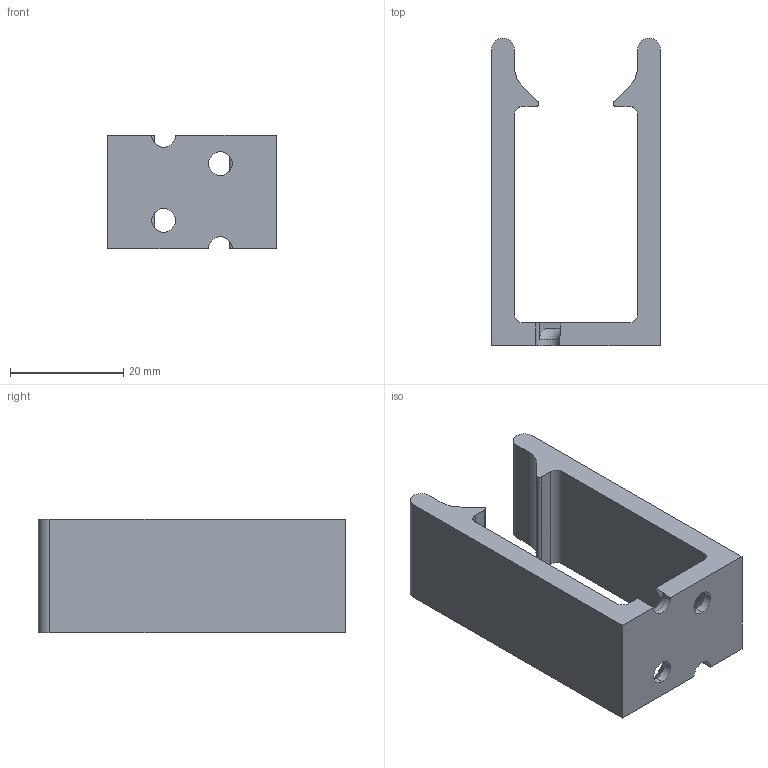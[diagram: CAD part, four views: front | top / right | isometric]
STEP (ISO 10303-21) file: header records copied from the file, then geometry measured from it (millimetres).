
FILE_DESCRIPTION (( 'STEP AP203' ), '1' );
FILE_NAME ('transponder mount.STEP', '2019-05-05T11:39:40', ( '' ), ( '' ), 'SwSTEP 2.0', 'SolidWorks 2015', '' );
FILE_SCHEMA (( 'CONFIG_CONTROL_DESIGN' ));
Length unit declared in the file: millimetre
Products named in the file (1): transponder mount
Bounding box: 29.8 x 54.2 x 20 mm (x, y, z)
Volume: 10530.4 mm3; surface area: 6608.7 mm2
Topology: 1 solids, 1 shells, 49 faces, 138 edges, 89 vertices
Faces by surface type: plane 20, cylinder 18, cone 6, torus 3, bspline 2
Entity records: 1775 total; most frequent: CARTESIAN_POINT 405, ORIENTED_EDGE 276, DIRECTION 274, EDGE_CURVE 138, AXIS2_PLACEMENT_3D 100, VERTEX_POINT 89, VECTOR 74, LINE 74
